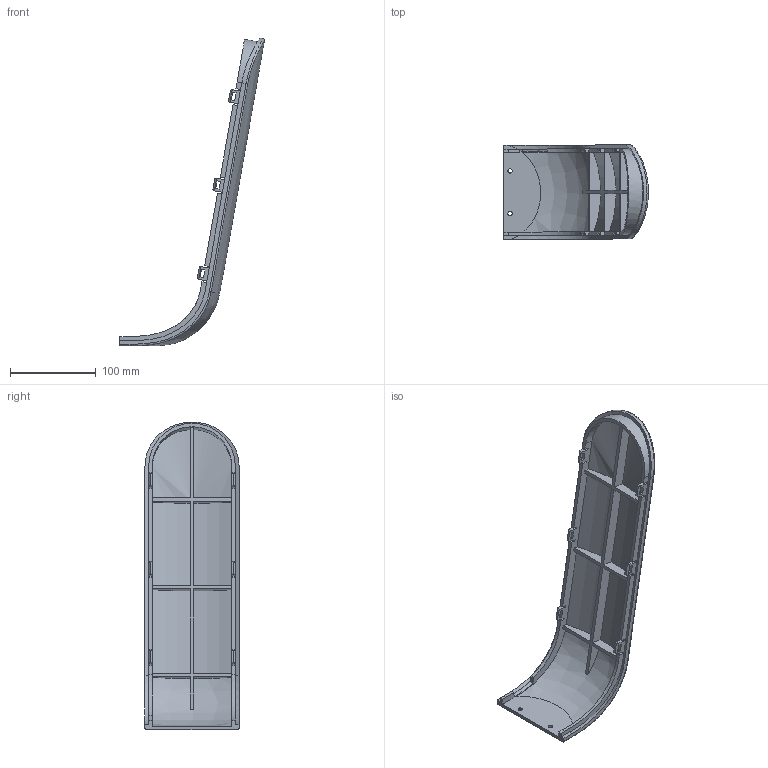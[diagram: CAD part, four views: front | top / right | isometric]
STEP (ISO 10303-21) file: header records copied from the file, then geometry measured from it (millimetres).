
FILE_DESCRIPTION (( 'STEP AP203' ), '1' );
FILE_NAME ('MS001-B.05.009SL.1.1 珆尨ん盓殤俋褲.step', '2021-08-27T10:52:29', ( 'Windows User' ), ( 'P R C' ), 'SwSTEP 2.0', 'SolidWorks 2016', '' );
FILE_SCHEMA (( 'CONFIG_CONTROL_DESIGN' ));
Length unit declared in the file: millimetre
Products named in the file (1): MS001-B.05.009SL.1.1 珆尨ん盓殤俋褲
Bounding box: 169.21 x 110 x 359.74 mm (x, y, z)
Volume: 269300.8 mm3; surface area: 134931.2 mm2
Topology: 1 solids, 1 shells, 171 faces, 481 edges, 312 vertices
Faces by surface type: plane 117, cylinder 27, bspline 23, cone 4
Entity records: 8382 total; most frequent: CARTESIAN_POINT 4094, ORIENTED_EDGE 962, DIRECTION 738, EDGE_CURVE 481, VECTOR 366, LINE 366, VERTEX_POINT 312, EDGE_LOOP 187
